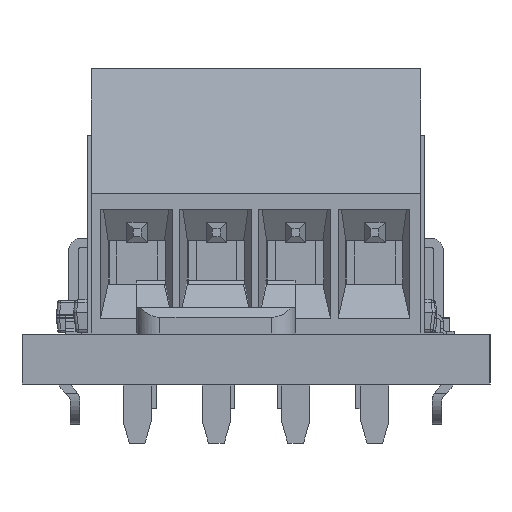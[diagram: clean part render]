
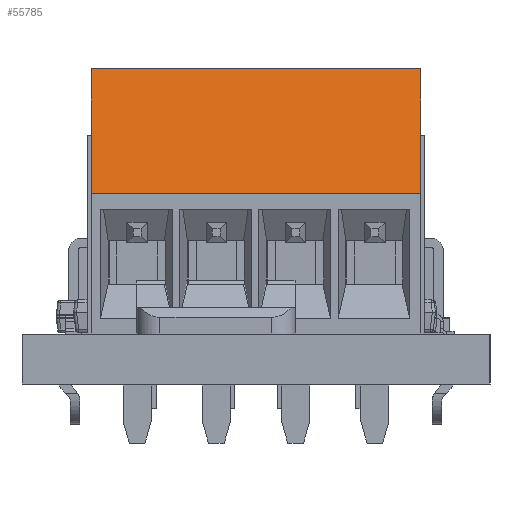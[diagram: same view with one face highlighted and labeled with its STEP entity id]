
A CAD part, left-side view. The second image highlights one B-rep face of the part: STEP entity #55785.
In plain terms, the highlighted face is planar.
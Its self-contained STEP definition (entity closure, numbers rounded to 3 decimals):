
#53014 = VERTEX_POINT('',#53015);
#53015 = CARTESIAN_POINT('',(-5.28,-1.95,6.05));
#53023 = EDGE_CURVE('',#53024,#53014,#53026,.T.);
#53024 = VERTEX_POINT('',#53025);
#53025 = CARTESIAN_POINT('',(5.28,-1.95,6.05));
#53026 = LINE('',#53027,#53028);
#53027 = CARTESIAN_POINT('',(5.28,-1.95,6.05));
#53028 = VECTOR('',#53029,1.);
#53029 = DIRECTION('',(-1.,0.,0.));
#55785 = ADVANCED_FACE('',(#55786),#55811,.T.);
#55786 = FACE_BOUND('',#55787,.T.);
#55787 = EDGE_LOOP('',(#55788,#55796,#55804,#55810));
#55788 = ORIENTED_EDGE('',*,*,#55789,.F.);
#55789 = EDGE_CURVE('',#55790,#53014,#55792,.T.);
#55790 = VERTEX_POINT('',#55791);
#55791 = CARTESIAN_POINT('',(-5.28,-2.9,2.05));
#55792 = LINE('',#55793,#55794);
#55793 = CARTESIAN_POINT('',(-5.28,-2.9,2.05));
#55794 = VECTOR('',#55795,1.);
#55795 = DIRECTION('',(0.,0.231,0.973));
#55796 = ORIENTED_EDGE('',*,*,#55797,.F.);
#55797 = EDGE_CURVE('',#55798,#55790,#55800,.T.);
#55798 = VERTEX_POINT('',#55799);
#55799 = CARTESIAN_POINT('',(5.28,-2.9,2.05));
#55800 = LINE('',#55801,#55802);
#55801 = CARTESIAN_POINT('',(5.28,-2.9,2.05));
#55802 = VECTOR('',#55803,1.);
#55803 = DIRECTION('',(-1.,0.,0.));
#55804 = ORIENTED_EDGE('',*,*,#55805,.T.);
#55805 = EDGE_CURVE('',#55798,#53024,#55806,.T.);
#55806 = LINE('',#55807,#55808);
#55807 = CARTESIAN_POINT('',(5.28,-2.9,2.05));
#55808 = VECTOR('',#55809,1.);
#55809 = DIRECTION('',(0.,0.231,0.973));
#55810 = ORIENTED_EDGE('',*,*,#53023,.T.);
#55811 = PLANE('',#55812);
#55812 = AXIS2_PLACEMENT_3D('',#55813,#55814,#55815);
#55813 = CARTESIAN_POINT('',(5.28,-2.9,2.05));
#55814 = DIRECTION('',(0.,-0.973,0.231));
#55815 = DIRECTION('',(0.,-0.231,-0.973));
